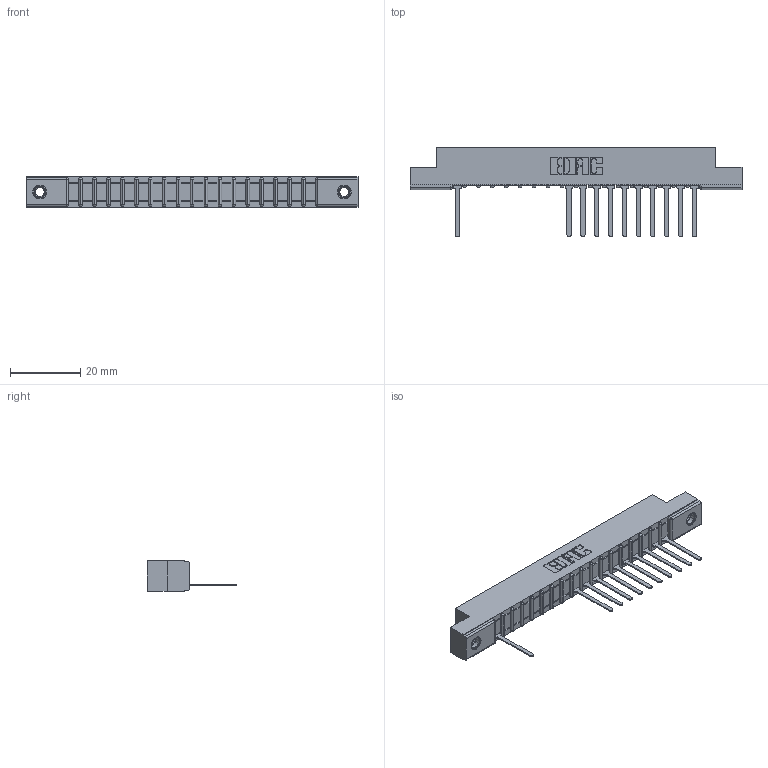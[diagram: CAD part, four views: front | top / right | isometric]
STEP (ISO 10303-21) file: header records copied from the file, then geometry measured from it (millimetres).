
FILE_DESCRIPTION (( 'STEP AP203' ), '1' );
FILE_NAME ('307-018-547-107.STEP', '2018-08-03T22:40:17', ( '' ), ( '' ), 'SwSTEP 2.0', 'SolidWorks 2016', '' );
FILE_SCHEMA (( 'CONFIG_CONTROL_DESIGN' ));
Length unit declared in the file: inch
Products named in the file (4): 307 Part_.156 Dia Mounting Holes; 307-290-001_547; 345-250-001_345-250-005-103; 307-018-547-107
Assembly tree (14 placements, depth 2):
  307-018-547-107
    307 Part_.156 Dia Mounting Holes
    307-290-001_547  x11
    345-250-001_345-250-005-103  x2
Bounding box: 94.34 x 25.43 x 8.71 mm (x, y, z)
Volume: 5876.3 mm3; surface area: 8534.3 mm2
Topology: 14 solids, 14 shells, 953 faces, 2689 edges, 1718 vertices
Faces by surface type: plane 593, cylinder 306, sphere 38, cone 12, torus 4
Entity records: 19319 total; most frequent: CARTESIAN_POINT 3256, ORIENTED_EDGE 3242, DIRECTION 3183, EDGE_CURVE 1621, LINE 1233, VECTOR 1233, VERTEX_POINT 1048, AXIS2_PLACEMENT_3D 975
